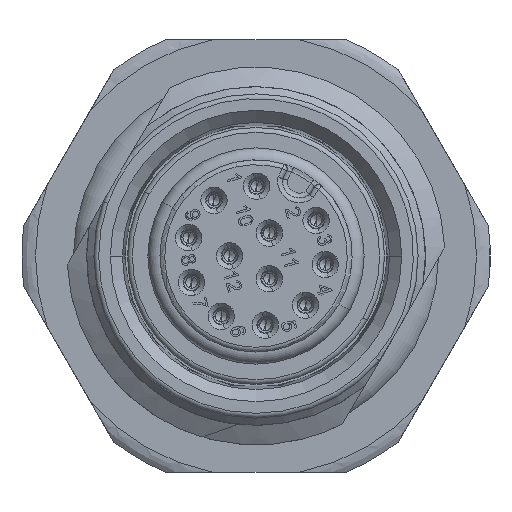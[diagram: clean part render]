
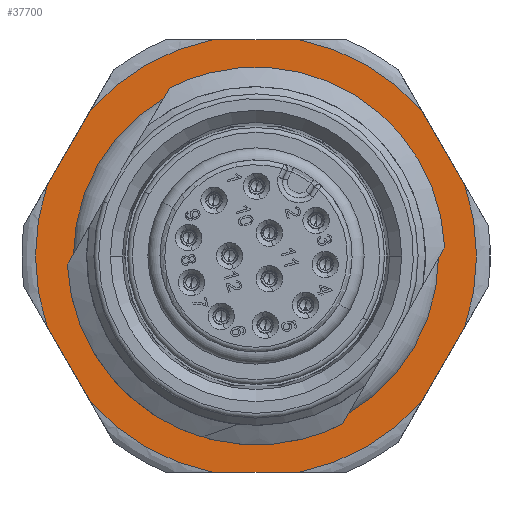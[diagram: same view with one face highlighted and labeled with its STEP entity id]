
A CAD part, front view. The second image highlights one B-rep face of the part: STEP entity #37700.
In plain terms, the highlighted face is planar.
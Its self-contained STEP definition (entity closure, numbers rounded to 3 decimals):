
#37073=CARTESIAN_POINT('',(0.,0.,2.2));
#37074=DIRECTION('',(0.,0.,1.));
#37075=DIRECTION('',(-0.197,0.98,0.));
#37076=AXIS2_PLACEMENT_3D('',#37073,#37074,#37075);
#37088=CARTESIAN_POINT('',(0.,0.,2.2));
#37089=DIRECTION('',(0.,0.,1.));
#37090=DIRECTION('',(0.197,-0.98,0.));
#37091=AXIS2_PLACEMENT_3D('',#37088,#37089,#37090);
#37093=CARTESIAN_POINT('',(-8.699,-2.933,2.2));
#37129=DIRECTION('',(-1.,0.,0.));
#37130=VECTOR('',#37129,3.618);
#37131=CARTESIAN_POINT('',(1.809,9.,2.2));
#37132=LINE('',#37131,#37130);
#37133=CARTESIAN_POINT('',(0.,0.,2.2));
#37134=DIRECTION('',(0.,0.,-1.));
#37135=DIRECTION('',(0.197,0.98,0.));
#37136=AXIS2_PLACEMENT_3D('',#37133,#37134,#37135);
#37138=DIRECTION('',(-0.5,0.866,0.));
#37139=VECTOR('',#37138,3.618);
#37140=CARTESIAN_POINT('',(8.699,2.933,2.2));
#37141=LINE('',#37140,#37139);
#37142=CARTESIAN_POINT('',(0.,0.,2.2));
#37143=DIRECTION('',(0.,0.,-1.));
#37144=DIRECTION('',(0.948,0.32,0.));
#37145=AXIS2_PLACEMENT_3D('',#37142,#37143,#37144);
#37147=DIRECTION('',(0.5,0.866,0.));
#37148=VECTOR('',#37147,3.618);
#37149=CARTESIAN_POINT('',(6.89,-6.067,2.2));
#37150=LINE('',#37149,#37148);
#37151=DIRECTION('',(1.,0.,0.));
#37152=VECTOR('',#37151,3.618);
#37153=CARTESIAN_POINT('',(-1.809,-9.,2.2));
#37154=LINE('',#37153,#37152);
#37155=CARTESIAN_POINT('',(0.,0.,2.2));
#37156=DIRECTION('',(0.,0.,-1.));
#37157=DIRECTION('',(-0.197,-0.98,0.));
#37158=AXIS2_PLACEMENT_3D('',#37155,#37156,#37157);
#37160=DIRECTION('',(0.5,-0.866,0.));
#37161=VECTOR('',#37160,3.618);
#37162=CARTESIAN_POINT('',(-8.699,-2.933,2.2));
#37163=LINE('',#37162,#37161);
#37164=CARTESIAN_POINT('',(0.,0.,2.2));
#37165=DIRECTION('',(0.,0.,-1.));
#37166=DIRECTION('',(-0.948,-0.32,0.));
#37167=AXIS2_PLACEMENT_3D('',#37164,#37165,#37166);
#37169=DIRECTION('',(-0.5,-0.866,0.));
#37170=VECTOR('',#37169,3.618);
#37171=CARTESIAN_POINT('',(-6.89,6.067,2.2));
#37172=LINE('',#37171,#37170);
#37173=CARTESIAN_POINT('',(0.,0.,2.2));
#37174=DIRECTION('',(0.,0.,1.));
#37175=DIRECTION('',(-1.,0.,0.));
#37176=AXIS2_PLACEMENT_3D('',#37173,#37174,#37175);
#37178=CARTESIAN_POINT('',(0.,0.,2.2));
#37179=DIRECTION('',(0.,0.,1.));
#37180=DIRECTION('',(1.,0.,0.));
#37181=AXIS2_PLACEMENT_3D('',#37178,#37179,#37180);
#37183=CARTESIAN_POINT('',(1.809,9.,2.2));
#37209=CARTESIAN_POINT('',(-1.809,9.,2.2));
#37219=CARTESIAN_POINT('',(8.699,2.933,2.2));
#37255=CARTESIAN_POINT('',(6.89,-6.067,2.2));
#37291=CARTESIAN_POINT('',(-1.809,-9.,2.2));
#37317=CARTESIAN_POINT('',(1.809,-9.,2.2));
#37327=CARTESIAN_POINT('',(-6.89,6.067,2.2));
#37395=VERTEX_POINT('',#37291);
#37397=VERTEX_POINT('',#37255);
#37399=VERTEX_POINT('',#37219);
#37401=VERTEX_POINT('',#37183);
#37403=VERTEX_POINT('',#37327);
#37405=VERTEX_POINT('',#37093);
#37419=CARTESIAN_POINT('',(6.89,6.067,2.2));
#37420=VERTEX_POINT('',#37419);
#37421=CARTESIAN_POINT('',(8.699,-2.933,2.2));
#37422=VERTEX_POINT('',#37421);
#37423=CARTESIAN_POINT('',(-6.89,-6.067,2.2));
#37424=VERTEX_POINT('',#37423);
#37425=CARTESIAN_POINT('',(-8.699,2.933,2.2));
#37426=VERTEX_POINT('',#37425);
#37427=VERTEX_POINT('',#37317);
#37428=VERTEX_POINT('',#37209);
#37433=CARTESIAN_POINT('',(-7.6,0.,2.2));
#37434=CARTESIAN_POINT('',(7.6,0.,2.2));
#37435=VERTEX_POINT('',#37433);
#37436=VERTEX_POINT('',#37434);
#37670=CARTESIAN_POINT('',(0.,0.,2.2));
#37671=DIRECTION('',(0.,0.,1.));
#37672=DIRECTION('',(1.,0.,0.));
#37673=AXIS2_PLACEMENT_3D('',#37670,#37671,#37672);
#37674=PLANE('',#37673);
#37675=ORIENTED_EDGE('',*,*,#37600,.F.);
#37677=ORIENTED_EDGE('',*,*,#37676,.F.);
#37678=ORIENTED_EDGE('',*,*,#37650,.T.);
#37680=ORIENTED_EDGE('',*,*,#37679,.F.);
#37681=ORIENTED_EDGE('',*,*,#37635,.T.);
#37683=ORIENTED_EDGE('',*,*,#37682,.F.);
#37684=ORIENTED_EDGE('',*,*,#37618,.F.);
#37686=ORIENTED_EDGE('',*,*,#37685,.F.);
#37687=ORIENTED_EDGE('',*,*,#37590,.T.);
#37688=ORIENTED_EDGE('',*,*,#37661,.F.);
#37689=ORIENTED_EDGE('',*,*,#37575,.T.);
#37691=ORIENTED_EDGE('',*,*,#37690,.F.);
#37692=EDGE_LOOP('',(#37675,#37677,#37678,#37680,#37681,#37683,#37684,#37686,
#37687,#37688,#37689,#37691));
#37693=FACE_OUTER_BOUND('',#37692,.F.);
#37695=ORIENTED_EDGE('',*,*,#37694,.T.);
#37697=ORIENTED_EDGE('',*,*,#37696,.T.);
#37698=EDGE_LOOP('',(#37695,#37697));
#37699=FACE_BOUND('',#37698,.F.);
#37700=ADVANCED_FACE('',(#37693,#37699),#37674,.T.);
#37077=CIRCLE('',#37076,9.18);
#37092=CIRCLE('',#37091,9.18);
#37137=CIRCLE('',#37136,9.18);
#37146=CIRCLE('',#37145,9.18);
#37159=CIRCLE('',#37158,9.18);
#37168=CIRCLE('',#37167,9.18);
#37177=CIRCLE('',#37176,7.6);
#37182=CIRCLE('',#37181,7.6);
#37575=EDGE_CURVE('',#37405,#37426,#37168,.T.);
#37590=EDGE_CURVE('',#37395,#37424,#37159,.T.);
#37600=EDGE_CURVE('',#37428,#37403,#37077,.T.);
#37618=EDGE_CURVE('',#37427,#37397,#37092,.T.);
#37635=EDGE_CURVE('',#37399,#37422,#37146,.T.);
#37650=EDGE_CURVE('',#37401,#37420,#37137,.T.);
#37661=EDGE_CURVE('',#37405,#37424,#37163,.T.);
#37676=EDGE_CURVE('',#37401,#37428,#37132,.T.);
#37679=EDGE_CURVE('',#37399,#37420,#37141,.T.);
#37682=EDGE_CURVE('',#37397,#37422,#37150,.T.);
#37685=EDGE_CURVE('',#37395,#37427,#37154,.T.);
#37690=EDGE_CURVE('',#37403,#37426,#37172,.T.);
#37694=EDGE_CURVE('',#37435,#37436,#37177,.T.);
#37696=EDGE_CURVE('',#37436,#37435,#37182,.T.);
